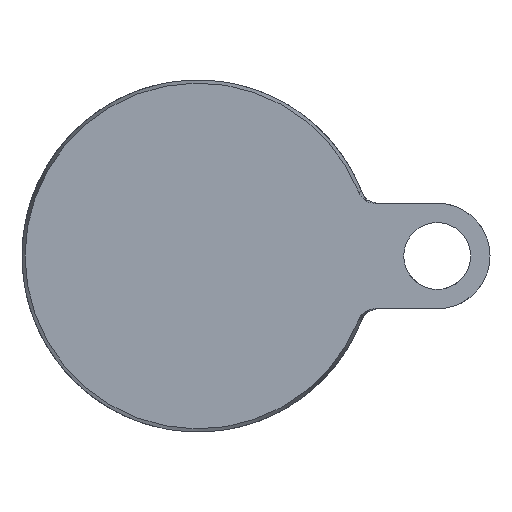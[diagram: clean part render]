
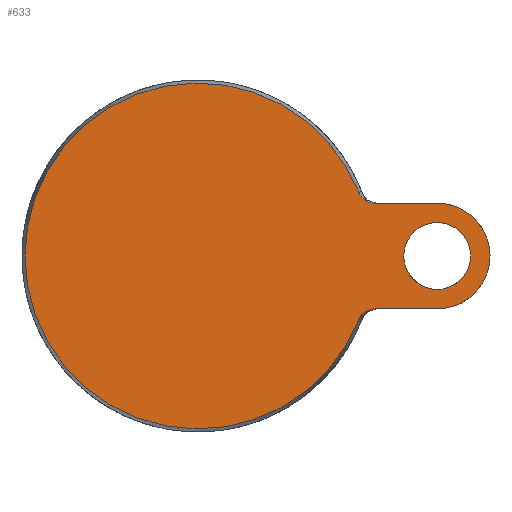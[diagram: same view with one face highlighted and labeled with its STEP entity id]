
A CAD part, front view. The second image highlights one B-rep face of the part: STEP entity #633.
In plain terms, the highlighted planar face has unit normal (0, -1, 0).
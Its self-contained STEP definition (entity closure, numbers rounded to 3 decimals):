
#14 = EDGE_CURVE ( 'NONE', #757, #139, #516, .T. ) ;
#27 = EDGE_LOOP ( 'NONE', ( #696 ) ) ;
#55 = CARTESIAN_POINT ( 'NONE',  ( 45.848, 0., 17.699 ) ) ;
#56 = EDGE_CURVE ( 'NONE', #95, #139, #1019, .T. ) ;
#63 = CARTESIAN_POINT ( 'NONE',  ( 49.363, 0., -15.093 ) ) ;
#78 = CARTESIAN_POINT ( 'NONE',  ( 50.113, 0., -15. ) ) ;
#95 = VERTEX_POINT ( 'NONE', #1024 ) ;
#100 = VECTOR ( 'NONE', #173, 1000. ) ;
#104 = CIRCLE ( 'NONE', #200, 15. ) ;
#139 = VERTEX_POINT ( 'NONE', #283 ) ;
#149 = CARTESIAN_POINT ( 'NONE',  ( 49.116, 0., -15.149 ) ) ;
#173 = DIRECTION ( 'NONE',  ( -1., 0., 0. ) ) ;
#179 = AXIS2_PLACEMENT_3D ( 'NONE', #1075, #300, #717 ) ;
#197 = VERTEX_POINT ( 'NONE', #994 ) ;
#198 = VECTOR ( 'NONE', #607, 1000. ) ;
#200 = AXIS2_PLACEMENT_3D ( 'NONE', #1095, #256, #423 ) ;
#221 = CARTESIAN_POINT ( 'NONE',  ( 47.322, 0., 16. ) ) ;
#231 = CARTESIAN_POINT ( 'NONE',  ( 47.73, 0., -15.726 ) ) ;
#239 = CARTESIAN_POINT ( 'NONE',  ( 15., 0., -15. ) ) ;
#256 = DIRECTION ( 'NONE',  ( 0., 1., 0. ) ) ;
#263 = EDGE_CURVE ( 'NONE', #941, #757, #413, .T. ) ;
#283 = CARTESIAN_POINT ( 'NONE',  ( 50.366, 0., -15. ) ) ;
#297 = CARTESIAN_POINT ( 'NONE',  ( 45.66, 0., 18.169 ) ) ;
#300 = DIRECTION ( 'NONE',  ( 0., -1., 0. ) ) ;
#301 = ORIENTED_EDGE ( 'NONE', *, *, #546, .F. ) ;
#305 = CARTESIAN_POINT ( 'NONE',  ( 45.66, 0., -18.169 ) ) ;
#335 = CARTESIAN_POINT ( 'NONE',  ( 68., 0., 9.5 ) ) ;
#364 = FACE_BOUND ( 'NONE', #27, .T. ) ;
#371 = FACE_OUTER_BOUND ( 'NONE', #524, .T. ) ;
#381 = CARTESIAN_POINT ( 'NONE',  ( 47.955, 0., 15.598 ) ) ;
#386 = CARTESIAN_POINT ( 'NONE',  ( 46.751, 0., 16.495 ) ) ;
#405 = CARTESIAN_POINT ( 'NONE',  ( 49.862, 0., -15.019 ) ) ;
#406 = VERTEX_POINT ( 'NONE', #658 ) ;
#413 = CIRCLE ( 'NONE', #179, 49.143 ) ;
#420 = CARTESIAN_POINT ( 'NONE',  ( 50.366, 0., -15. ) ) ;
#423 = DIRECTION ( 'NONE',  ( 0., 0., -1. ) ) ;
#436 = DIRECTION ( 'NONE',  ( 0., 1., 0. ) ) ;
#451 = DIRECTION ( 'NONE',  ( 0., 1., 0. ) ) ;
#493 = CARTESIAN_POINT ( 'NONE',  ( 45.848, 0., -17.699 ) ) ;
#516 = B_SPLINE_CURVE_WITH_KNOTS ( 'NONE', 3,
 ( #865, #493, #1089, #1012, #1107, #752, #690, #231, #937, #846, #580, #149, #63, #405, #78, #420 ),
 .UNSPECIFIED., .F., .F.,
 ( 4, 2, 2, 2, 2, 2, 2, 4 ),
 ( 0., 0.001, 0.002, 0.003, 0.004, 0.004, 0.005, 0.006 ),
 .UNSPECIFIED. ) ;
#524 = EDGE_LOOP ( 'NONE', ( #301, #968, #742, #664, #668, #544 ) ) ;
#526 = EDGE_CURVE ( 'NONE', #683, #683, #983, .T. ) ;
#544 = ORIENTED_EDGE ( 'NONE', *, *, #1085, .F. ) ;
#546 = EDGE_CURVE ( 'NONE', #406, #197, #687, .T. ) ;
#560 = CARTESIAN_POINT ( 'NONE',  ( 46.58, 0., 16.677 ) ) ;
#568 = CARTESIAN_POINT ( 'NONE',  ( 47.122, 0., 16.157 ) ) ;
#580 = CARTESIAN_POINT ( 'NONE',  ( 48.637, 0., -15.295 ) ) ;
#607 = DIRECTION ( 'NONE',  ( 1., 0., 0. ) ) ;
#633 = ADVANCED_FACE ( 'NONE', ( #371, #364 ), #720, .F. ) ;
#635 = CARTESIAN_POINT ( 'NONE',  ( -49.143, 0., 0. ) ) ;
#649 = CARTESIAN_POINT ( 'NONE',  ( 45.66, 0., 18.169 ) ) ;
#658 = CARTESIAN_POINT ( 'NONE',  ( 50.366, 0., 15. ) ) ;
#664 = ORIENTED_EDGE ( 'NONE', *, *, #14, .T. ) ;
#668 = ORIENTED_EDGE ( 'NONE', *, *, #56, .F. ) ;
#683 = VERTEX_POINT ( 'NONE', #335 ) ;
#687 = LINE ( 'NONE', #1038, #198 ) ;
#690 = CARTESIAN_POINT ( 'NONE',  ( 47.314, 0., -16.005 ) ) ;
#695 = DIRECTION ( 'NONE',  ( 0., 0., 1. ) ) ;
#696 = ORIENTED_EDGE ( 'NONE', *, *, #526, .T. ) ;
#717 = DIRECTION ( 'NONE',  ( 0., 0., -1. ) ) ;
#720 = PLANE ( 'NONE',  #863 ) ;
#725 = CARTESIAN_POINT ( 'NONE',  ( 49.86, 0., 15. ) ) ;
#742 = ORIENTED_EDGE ( 'NONE', *, *, #263, .T. ) ;
#752 = CARTESIAN_POINT ( 'NONE',  ( 47.118, 0., -16.16 ) ) ;
#757 = VERTEX_POINT ( 'NONE', #305 ) ;
#769 = B_SPLINE_CURVE_WITH_KNOTS ( 'NONE', 3,
 ( #832, #725, #1002, #1068, #828, #381, #840, #221, #568, #386, #560, #920, #55, #297 ),
 .UNSPECIFIED., .F., .F.,
 ( 4, 2, 2, 2, 2, 2, 4 ),
 ( 0., 0.001, 0.002, 0.003, 0.004, 0.004, 0.006 ),
 .UNSPECIFIED. ) ;
#817 = DIRECTION ( 'NONE',  ( 0., 0., 1. ) ) ;
#828 = CARTESIAN_POINT ( 'NONE',  ( 48.407, 0., 15.384 ) ) ;
#832 = CARTESIAN_POINT ( 'NONE',  ( 50.366, 0., 15. ) ) ;
#840 = CARTESIAN_POINT ( 'NONE',  ( 47.738, 0., 15.721 ) ) ;
#846 = CARTESIAN_POINT ( 'NONE',  ( 48.405, 0., -15.385 ) ) ;
#863 = AXIS2_PLACEMENT_3D ( 'NONE', #635, #451, #817 ) ;
#865 = CARTESIAN_POINT ( 'NONE',  ( 45.66, 0., -18.169 ) ) ;
#896 = AXIS2_PLACEMENT_3D ( 'NONE', #973, #436, #695 ) ;
#920 = CARTESIAN_POINT ( 'NONE',  ( 46.108, 0., 17.258 ) ) ;
#937 = CARTESIAN_POINT ( 'NONE',  ( 47.952, 0., -15.6 ) ) ;
#941 = VERTEX_POINT ( 'NONE', #649 ) ;
#968 = ORIENTED_EDGE ( 'NONE', *, *, #1042, .T. ) ;
#973 = CARTESIAN_POINT ( 'NONE',  ( 68., 0., 0. ) ) ;
#983 = CIRCLE ( 'NONE', #896, 9.5 ) ;
#994 = CARTESIAN_POINT ( 'NONE',  ( 68., 0., 15. ) ) ;
#1002 = CARTESIAN_POINT ( 'NONE',  ( 49.366, 0., 15.074 ) ) ;
#1012 = CARTESIAN_POINT ( 'NONE',  ( 46.575, 0., -16.681 ) ) ;
#1019 = LINE ( 'NONE', #239, #100 ) ;
#1024 = CARTESIAN_POINT ( 'NONE',  ( 68., 0., -15. ) ) ;
#1038 = CARTESIAN_POINT ( 'NONE',  ( 15., 0., 15. ) ) ;
#1042 = EDGE_CURVE ( 'NONE', #406, #941, #769, .T. ) ;
#1068 = CARTESIAN_POINT ( 'NONE',  ( 48.644, 0., 15.292 ) ) ;
#1075 = CARTESIAN_POINT ( 'NONE',  ( 0., 0., 0. ) ) ;
#1085 = EDGE_CURVE ( 'NONE', #197, #95, #104, .T. ) ;
#1089 = CARTESIAN_POINT ( 'NONE',  ( 46.1, 0., -17.269 ) ) ;
#1095 = CARTESIAN_POINT ( 'NONE',  ( 68., 0., 0. ) ) ;
#1107 = CARTESIAN_POINT ( 'NONE',  ( 46.749, 0., -16.497 ) ) ;
